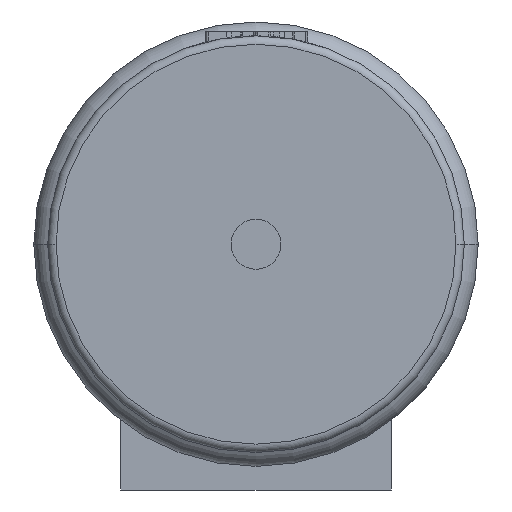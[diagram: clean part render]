
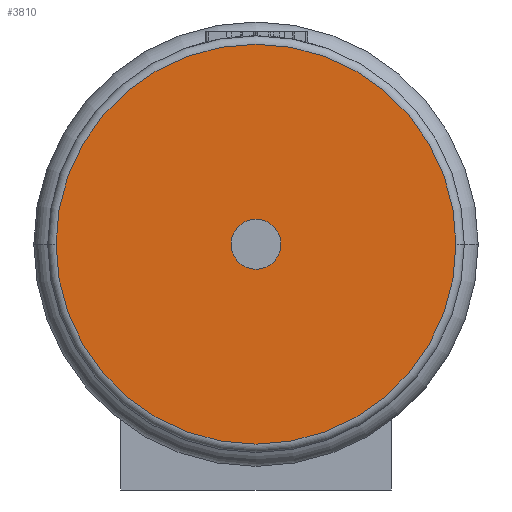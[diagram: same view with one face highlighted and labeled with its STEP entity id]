
A CAD part, front view. The second image highlights one B-rep face of the part: STEP entity #3810.
In plain terms, the highlighted planar face has unit normal (0, -1, 0).
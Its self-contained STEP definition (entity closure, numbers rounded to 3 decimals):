
#132=CARTESIAN_POINT('',(0.,0.,0.));
#133=DIRECTION('',(0.,-1.,0.));
#134=DIRECTION('',(-1.,0.,0.));
#135=AXIS2_PLACEMENT_3D('',#132,#133,#134);
#141=CARTESIAN_POINT('',(0.,0.,0.));
#142=DIRECTION('',(0.,-1.,0.));
#143=DIRECTION('',(1.,0.,0.));
#144=AXIS2_PLACEMENT_3D('',#141,#142,#143);
#149=CARTESIAN_POINT('',(0.,0.,0.));
#150=DIRECTION('',(0.,-1.,0.));
#151=DIRECTION('',(0.,0.,-1.));
#152=AXIS2_PLACEMENT_3D('',#149,#150,#151);
#157=CARTESIAN_POINT('',(0.,0.,0.));
#158=DIRECTION('',(0.,-1.,0.));
#159=DIRECTION('',(0.,0.,1.));
#160=AXIS2_PLACEMENT_3D('',#157,#158,#159);
#3335=CARTESIAN_POINT('',(-48.,0.,0.));
#3336=CARTESIAN_POINT('',(48.,0.,0.));
#3337=VERTEX_POINT('',#3335);
#3338=VERTEX_POINT('',#3336);
#3347=CARTESIAN_POINT('',(0.,0.,-6.));
#3348=CARTESIAN_POINT('',(0.,0.,6.));
#3349=VERTEX_POINT('',#3347);
#3350=VERTEX_POINT('',#3348);
#3793=CARTESIAN_POINT('',(0.,0.,0.));
#3794=DIRECTION('',(0.,1.,0.));
#3795=DIRECTION('',(1.,0.,0.));
#3796=AXIS2_PLACEMENT_3D('',#3793,#3794,#3795);
#3797=PLANE('',#3796);
#3799=ORIENTED_EDGE('',*,*,#3798,.F.);
#3801=ORIENTED_EDGE('',*,*,#3800,.F.);
#3802=EDGE_LOOP('',(#3799,#3801));
#3803=FACE_OUTER_BOUND('',#3802,.F.);
#3805=ORIENTED_EDGE('',*,*,#3804,.T.);
#3807=ORIENTED_EDGE('',*,*,#3806,.T.);
#3808=EDGE_LOOP('',(#3805,#3807));
#3809=FACE_BOUND('',#3808,.F.);
#3810=ADVANCED_FACE('',(#3803,#3809),#3797,.F.);
#136=CIRCLE('',#135,48.);
#145=CIRCLE('',#144,48.);
#153=CIRCLE('',#152,6.);
#161=CIRCLE('',#160,6.);
#3798=EDGE_CURVE('',#3337,#3338,#136,.T.);
#3800=EDGE_CURVE('',#3338,#3337,#145,.T.);
#3804=EDGE_CURVE('',#3349,#3350,#153,.T.);
#3806=EDGE_CURVE('',#3350,#3349,#161,.T.);
